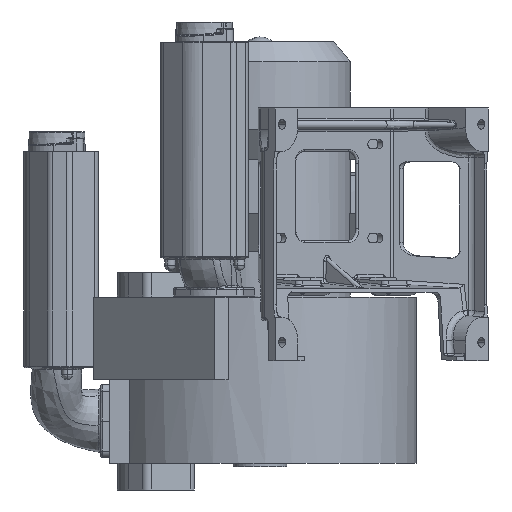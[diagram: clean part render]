
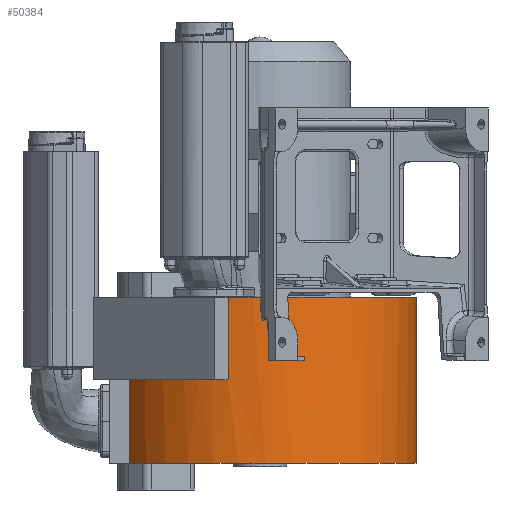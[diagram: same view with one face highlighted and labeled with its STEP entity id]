
A CAD part, front view. The second image highlights one B-rep face of the part: STEP entity #50384.
In plain terms, the highlighted cylindrical face has radius 233 mm (diameter 466 mm), a partial arc.
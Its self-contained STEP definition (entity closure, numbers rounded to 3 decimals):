
#11688=CARTESIAN_POINT('',(0.,0.,93.));
#11689=DIRECTION('',(0.,0.,-1.));
#11690=DIRECTION('',(-0.632,0.775,0.));
#11691=AXIS2_PLACEMENT_3D('',#11688,#11689,#11690);
#11693=CARTESIAN_POINT('',(0.,0.,93.));
#11694=DIRECTION('',(0.,0.,-1.));
#11695=DIRECTION('',(1.,0.,0.));
#11696=AXIS2_PLACEMENT_3D('',#11693,#11694,#11695);
#11710=CARTESIAN_POINT('',(0.,0.,93.));
#11711=DIRECTION('',(0.,0.,-1.));
#11712=DIRECTION('',(-0.979,-0.203,0.));
#11713=AXIS2_PLACEMENT_3D('',#11710,#11711,#11712);
#11715=CARTESIAN_POINT('',(0.,0.,93.));
#11716=DIRECTION('',(0.,0.,-1.));
#11717=DIRECTION('',(-1.,0.,0.));
#11718=AXIS2_PLACEMENT_3D('',#11715,#11716,#11717);
#11804=CARTESIAN_POINT('',(0.,0.,93.));
#11805=DIRECTION('',(0.,0.,-1.));
#11806=DIRECTION('',(-0.741,0.671,0.));
#11807=AXIS2_PLACEMENT_3D('',#11804,#11805,#11806);
#11853=CARTESIAN_POINT('',(0.,0.,
89.6));
#11854=DIRECTION('',(0.,0.,-1.));
#11855=DIRECTION('',(-0.775,0.632,0.));
#11856=AXIS2_PLACEMENT_3D('',#11853,#11854,#11855);
#11858=DIRECTION('',(0.,0.,-1.));
#11859=VECTOR('',#11858,3.4);
#11860=CARTESIAN_POINT('',(-180.533,147.299,93.));
#11861=LINE('',#11860,#11859);
#11862=DIRECTION('',(0.,0.,-1.));
#11863=VECTOR('',#11862,123.2);
#11864=CARTESIAN_POINT('',(-228.152,-47.284,93.));
#11865=LINE('',#11864,#11863);
#11866=DIRECTION('',(0.,0.,-1.));
#11867=VECTOR('',#11866,124.8);
#11868=CARTESIAN_POINT('',(-194.763,127.893,-30.2));
#11869=LINE('',#11868,#11867);
#11870=DIRECTION('',(0.,0.,1.));
#11871=VECTOR('',#11870,124.8);
#11872=CARTESIAN_POINT('',(-194.763,-127.893,-155.));
#11873=LINE('',#11872,#11871);
#11874=DIRECTION('',(0.,0.,1.));
#11875=VECTOR('',#11874,123.2);
#11876=CARTESIAN_POINT('',(-47.284,-228.152,-30.2));
#11877=LINE('',#11876,#11875);
#11878=DIRECTION('',(0.,0.,-1.));
#11879=VECTOR('',#11878,3.4);
#11880=CARTESIAN_POINT('',(-147.299,180.533,93.));
#11881=LINE('',#11880,#11879);
#11882=CARTESIAN_POINT('',(0.,0.,
89.6));
#11883=DIRECTION('',(0.,0.,-1.));
#11884=DIRECTION('',(-0.671,0.741,0.));
#11885=AXIS2_PLACEMENT_3D('',#11882,#11883,#11884);
#11887=DIRECTION('',(0.,0.,-1.));
#11888=VECTOR('',#11887,3.4);
#11889=CARTESIAN_POINT('',(-156.423,172.687,93.));
#11890=LINE('',#11889,#11888);
#11891=DIRECTION('',(0.,0.,-1.));
#11892=VECTOR('',#11891,3.4);
#11893=CARTESIAN_POINT('',(-172.687,156.423,93.));
#11894=LINE('',#11893,#11892);
#11954=CARTESIAN_POINT('',(0.,0.,-30.2));
#11955=DIRECTION('',(0.,0.,1.));
#11956=DIRECTION('',(-0.961,0.275,0.));
#11957=AXIS2_PLACEMENT_3D('',#11954,#11955,#11956);
#11959=CARTESIAN_POINT('',(0.,0.,-30.2));
#11960=DIRECTION('',(0.,0.,1.));
#11961=DIRECTION('',(-1.,0.,0.));
#11962=AXIS2_PLACEMENT_3D('',#11959,#11960,#11961);
#12080=CARTESIAN_POINT('',(0.,0.,-155.));
#12081=DIRECTION('',(0.,0.,1.));
#12082=DIRECTION('',(-0.836,-0.549,0.));
#12083=AXIS2_PLACEMENT_3D('',#12080,#12081,#12082);
#12085=CARTESIAN_POINT('',(0.,0.,-155.));
#12086=DIRECTION('',(0.,0.,1.));
#12087=DIRECTION('',(1.,0.,0.));
#12088=AXIS2_PLACEMENT_3D('',#12085,#12086,#12087);
#12214=CARTESIAN_POINT('',(0.,0.,-30.2));
#12215=DIRECTION('',(0.,0.,-1.));
#12216=DIRECTION('',(-0.485,-0.874,0.));
#12217=AXIS2_PLACEMENT_3D('',#12214,#12215,#12216);
#12235=CARTESIAN_POINT('',(0.,0.,-30.2));
#12236=DIRECTION('',(0.,0.,-1.));
#12237=DIRECTION('',(-0.203,-0.979,0.));
#12238=AXIS2_PLACEMENT_3D('',#12235,#12236,#12237);
#12468=CARTESIAN_POINT('',(0.,0.,-30.2));
#12469=DIRECTION('',(0.,0.,1.));
#12470=DIRECTION('',(-0.836,0.549,0.));
#12471=AXIS2_PLACEMENT_3D('',#12468,#12469,#12470);
#16979=CARTESIAN_POINT('',(-228.152,-47.284,93.));
#16980=VERTEX_POINT('',#16979);
#16981=CARTESIAN_POINT('',(-233.,0.,93.));
#16982=VERTEX_POINT('',#16981);
#16983=CARTESIAN_POINT('',(233.,0.,93.));
#16984=CARTESIAN_POINT('',(-47.284,-228.152,93.));
#16985=VERTEX_POINT('',#16983);
#16986=VERTEX_POINT('',#16984);
#17006=CARTESIAN_POINT('',(-113.043,-203.741,-30.2));
#17008=VERTEX_POINT('',#17006);
#17013=CARTESIAN_POINT('',(-194.763,-127.893,-30.2));
#17014=VERTEX_POINT('',#17013);
#17017=CARTESIAN_POINT('',(-47.284,-228.152,-30.2));
#17018=VERTEX_POINT('',#17017);
#17019=CARTESIAN_POINT('',(-228.152,-47.284,-30.2));
#17020=VERTEX_POINT('',#17019);
#17021=CARTESIAN_POINT('',(-233.,0.,-30.2));
#17022=VERTEX_POINT('',#17021);
#17023=CARTESIAN_POINT('',(-224.,64.133,-30.2));
#17024=VERTEX_POINT('',#17023);
#17025=CARTESIAN_POINT('',(-194.763,127.893,-30.2));
#17026=VERTEX_POINT('',#17025);
#17027=CARTESIAN_POINT('',(-194.763,127.893,-155.));
#17028=VERTEX_POINT('',#17027);
#17029=CARTESIAN_POINT('',(233.,0.,-155.));
#17030=VERTEX_POINT('',#17029);
#17031=CARTESIAN_POINT('',(-194.763,-127.893,-155.));
#17032=VERTEX_POINT('',#17031);
#19257=CARTESIAN_POINT('',(-147.299,180.533,93.));
#19259=VERTEX_POINT('',#19257);
#19260=CARTESIAN_POINT('',(-180.533,147.299,93.));
#19262=VERTEX_POINT('',#19260);
#19264=CARTESIAN_POINT('',(-156.423,172.687,93.));
#19266=VERTEX_POINT('',#19264);
#19270=CARTESIAN_POINT('',(-172.687,156.423,93.));
#19271=VERTEX_POINT('',#19270);
#19276=CARTESIAN_POINT('',(-180.533,147.299,
89.6));
#19277=CARTESIAN_POINT('',(-172.687,156.423,
89.6));
#19278=VERTEX_POINT('',#19276);
#19279=VERTEX_POINT('',#19277);
#19280=CARTESIAN_POINT('',(-156.423,172.687,
89.6));
#19281=CARTESIAN_POINT('',(-147.299,180.533,
89.6));
#19282=VERTEX_POINT('',#19280);
#19283=VERTEX_POINT('',#19281);
#50340=CARTESIAN_POINT('',(0.,0.,-155.));
#50341=DIRECTION('',(0.,0.,-1.));
#50342=DIRECTION('',(-1.,0.,0.));
#50343=AXIS2_PLACEMENT_3D('',#50340,#50341,#50342);
#50344=CYLINDRICAL_SURFACE('',#50343,233.);
#50346=ORIENTED_EDGE('',*,*,#50345,.F.);
#50348=ORIENTED_EDGE('',*,*,#50347,.F.);
#50349=ORIENTED_EDGE('',*,*,#50212,.F.);
#50350=ORIENTED_EDGE('',*,*,#50210,.F.);
#50352=ORIENTED_EDGE('',*,*,#50351,.T.);
#50354=ORIENTED_EDGE('',*,*,#50353,.F.);
#50356=ORIENTED_EDGE('',*,*,#50355,.F.);
#50358=ORIENTED_EDGE('',*,*,#50357,.F.);
#50360=ORIENTED_EDGE('',*,*,#50359,.T.);
#50362=ORIENTED_EDGE('',*,*,#50361,.F.);
#50364=ORIENTED_EDGE('',*,*,#50363,.F.);
#50366=ORIENTED_EDGE('',*,*,#50365,.T.);
#50368=ORIENTED_EDGE('',*,*,#50367,.F.);
#50370=ORIENTED_EDGE('',*,*,#50369,.F.);
#50372=ORIENTED_EDGE('',*,*,#50371,.T.);
#50373=ORIENTED_EDGE('',*,*,#50202,.F.);
#50374=ORIENTED_EDGE('',*,*,#50200,.F.);
#50375=ORIENTED_EDGE('',*,*,#50277,.T.);
#50377=ORIENTED_EDGE('',*,*,#50376,.F.);
#50378=ORIENTED_EDGE('',*,*,#50328,.F.);
#50379=ORIENTED_EDGE('',*,*,#50258,.F.);
#50381=ORIENTED_EDGE('',*,*,#50380,.T.);
#50382=EDGE_LOOP('',(#50346,#50348,#50349,#50350,#50352,#50354,#50356,#50358,
#50360,#50362,#50364,#50366,#50368,#50370,#50372,#50373,#50374,#50375,#50377,
#50378,#50379,#50381));
#50383=FACE_OUTER_BOUND('',#50382,.F.);
#50384=ADVANCED_FACE('',(#50383),#50344,.T.);
#11692=CIRCLE('',#11691,233.);
#11697=CIRCLE('',#11696,233.);
#11714=CIRCLE('',#11713,233.);
#11719=CIRCLE('',#11718,233.);
#11808=CIRCLE('',#11807,233.);
#11857=CIRCLE('',#11856,233.);
#11886=CIRCLE('',#11885,233.);
#11958=CIRCLE('',#11957,233.);
#11963=CIRCLE('',#11962,233.);
#12084=CIRCLE('',#12083,233.);
#12089=CIRCLE('',#12088,233.);
#12218=CIRCLE('',#12217,233.);
#12239=CIRCLE('',#12238,233.);
#12472=CIRCLE('',#12471,233.);
#50200=EDGE_CURVE('',#19259,#16985,#11692,.T.);
#50202=EDGE_CURVE('',#16985,#16986,#11697,.T.);
#50210=EDGE_CURVE('',#16980,#16982,#11714,.T.);
#50212=EDGE_CURVE('',#16982,#19262,#11719,.T.);
#50258=EDGE_CURVE('',#19271,#19266,#11808,.T.);
#50277=EDGE_CURVE('',#19259,#19283,#11881,.T.);
#50328=EDGE_CURVE('',#19266,#19282,#11890,.T.);
#50345=EDGE_CURVE('',#19278,#19279,#11857,.T.);
#50347=EDGE_CURVE('',#19262,#19278,#11861,.T.);
#50351=EDGE_CURVE('',#16980,#17020,#11865,.T.);
#50353=EDGE_CURVE('',#17022,#17020,#11963,.T.);
#50355=EDGE_CURVE('',#17024,#17022,#11958,.T.);
#50357=EDGE_CURVE('',#17026,#17024,#12472,.T.);
#50359=EDGE_CURVE('',#17026,#17028,#11869,.T.);
#50361=EDGE_CURVE('',#17030,#17028,#12089,.T.);
#50363=EDGE_CURVE('',#17032,#17030,#12084,.T.);
#50365=EDGE_CURVE('',#17032,#17014,#11873,.T.);
#50367=EDGE_CURVE('',#17008,#17014,#12218,.T.);
#50369=EDGE_CURVE('',#17018,#17008,#12239,.T.);
#50371=EDGE_CURVE('',#17018,#16986,#11877,.T.);
#50376=EDGE_CURVE('',#19282,#19283,#11886,.T.);
#50380=EDGE_CURVE('',#19271,#19279,#11894,.T.);
